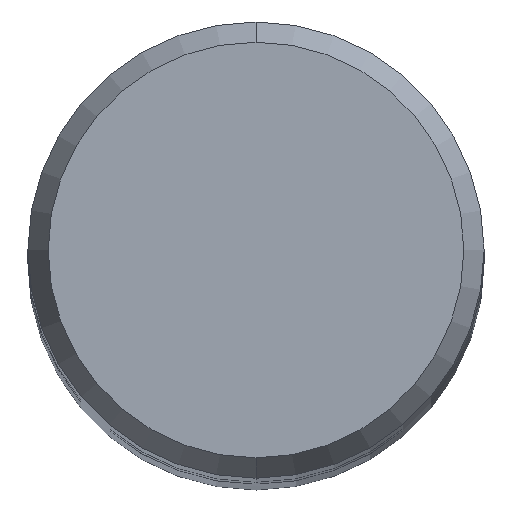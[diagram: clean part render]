
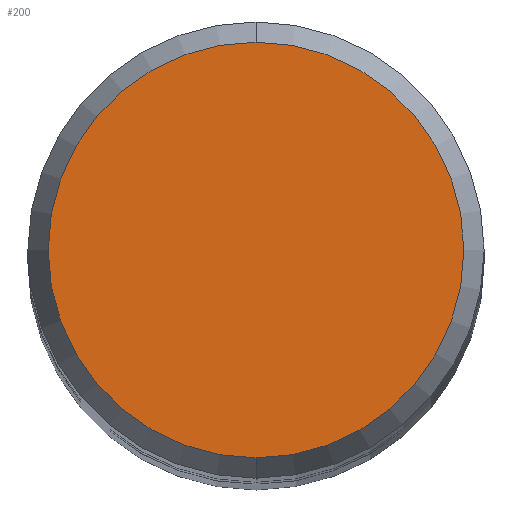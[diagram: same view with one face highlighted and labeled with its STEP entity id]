
A CAD part, top view. The second image highlights one B-rep face of the part: STEP entity #200.
In plain terms, the highlighted planar face has unit normal (0, 0, 1).
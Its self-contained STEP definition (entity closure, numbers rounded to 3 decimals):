
#100=EDGE_CURVE('',#180,#218,#246,.T.);
#136=EDGE_CURVE('',#218,#180,#288,.T.);
#180=VERTEX_POINT('',#337);
#200=ADVANCED_FACE('',(#358),#359,.T.);
#218=VERTEX_POINT('',#380);
#246=CIRCLE('',#401,4.698);
#288=CIRCLE('',#459,4.698);
#337=CARTESIAN_POINT('',(0.,-4.698,0.0));
#358=FACE_OUTER_BOUND('',#544,.T.);
#359=PLANE('',#545);
#380=CARTESIAN_POINT('',(0.0,4.698,0.0));
#401=AXIS2_PLACEMENT_3D('',#584,#585,#586);
#459=AXIS2_PLACEMENT_3D('',#647,#648,#649);
#544=EDGE_LOOP('',(#719,#720));
#545=AXIS2_PLACEMENT_3D('',#721,#722,#723);
#584=CARTESIAN_POINT('',(0.0,0.0,0.0));
#585=DIRECTION('',(0.0,0.0,-1.0));
#586=DIRECTION('',(0.0,1.0,0.0));
#647=CARTESIAN_POINT('',(0.0,0.0,0.0));
#648=DIRECTION('',(0.0,0.0,-1.0));
#649=DIRECTION('',(0.0,1.0,0.0));
#719=ORIENTED_EDGE('',*,*,#136,.F.);
#720=ORIENTED_EDGE('',*,*,#100,.F.);
#721=CARTESIAN_POINT('',(0.0,2.349,0.0));
#722=DIRECTION('',(-0.0,0.0,1.0));
#723=DIRECTION('',(0.0,-1.0,0.0));
